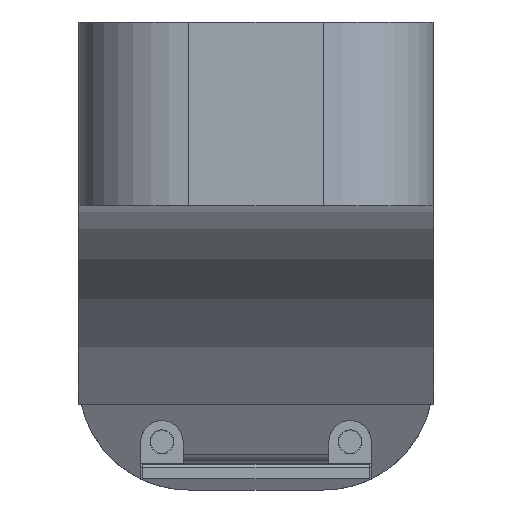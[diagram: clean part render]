
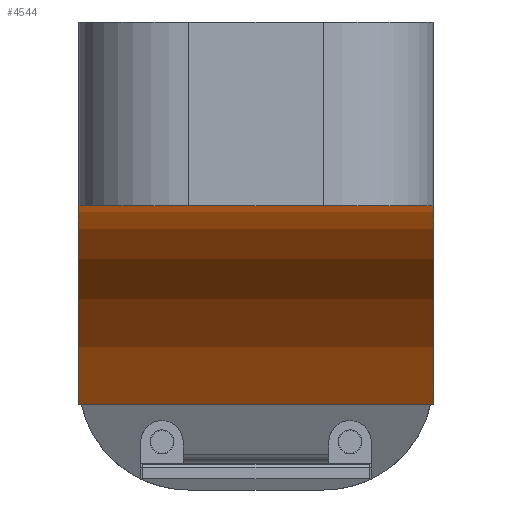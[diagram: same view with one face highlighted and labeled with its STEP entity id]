
A CAD part, front view. The second image highlights one B-rep face of the part: STEP entity #4544.
In plain terms, the highlighted cylindrical face has radius 43.307 mm (diameter 86.615 mm), a partial arc.
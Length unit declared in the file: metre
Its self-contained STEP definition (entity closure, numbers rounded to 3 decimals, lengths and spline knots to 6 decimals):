
#271=LINE('',#7210,#651);
#388=LINE('',#7585,#768);
#651=VECTOR('',#5658,1.);
#768=VECTOR('',#5987,1.);
#966=CYLINDRICAL_SURFACE('',#4991,0.043307);
#1523=ORIENTED_EDGE('',*,*,#2642,.F.);
#1524=ORIENTED_EDGE('',*,*,#2719,.F.);
#1525=ORIENTED_EDGE('',*,*,#2844,.T.);
#1526=ORIENTED_EDGE('',*,*,#2654,.F.);
#2642=EDGE_CURVE('',#3328,#3319,#271,.T.);
#2654=EDGE_CURVE('',#3319,#3339,#3699,.F.);
#2719=EDGE_CURVE('',#3389,#3328,#3722,.F.);
#2844=EDGE_CURVE('',#3389,#3339,#388,.T.);
#3319=VERTEX_POINT('',#7191);
#3328=VERTEX_POINT('',#7209);
#3339=VERTEX_POINT('',#7234);
#3389=VERTEX_POINT('',#7353);
#3699=CIRCLE('',#4890,0.043307);
#3722=CIRCLE('',#4924,0.043307);
#3959=EDGE_LOOP('',(#1523,#1524,#1525,#1526));
#4243=FACE_BOUND('',#3959,.T.);
#4544=ADVANCED_FACE('',(#4243),#966,.F.);
#4890=AXIS2_PLACEMENT_3D('',#7233,#5676,#5677);
#4924=AXIS2_PLACEMENT_3D('',#7354,#5780,#5781);
#4991=AXIS2_PLACEMENT_3D('',#7586,#5988,#5989);
#5658=DIRECTION('',(-1.,0.,0.));
#5676=DIRECTION('',(-1.,0.,0.));
#5677=DIRECTION('',(0.,0.,1.));
#5780=DIRECTION('',(1.,0.,0.));
#5781=DIRECTION('',(0.,0.,-1.));
#5987=DIRECTION('',(-1.,0.,0.));
#5988=DIRECTION('',(-1.,0.,0.));
#5989=DIRECTION('',(0.,0.,1.));
#7191=CARTESIAN_POINT('',(-0.01935,-0.171668,0.223551));
#7209=CARTESIAN_POINT('',(0.01935,-0.171668,0.223551));
#7210=CARTESIAN_POINT('',(0.508808,-0.171668,0.223551));
#7233=CARTESIAN_POINT('',(-0.01935,-0.209174,0.201898));
#7234=CARTESIAN_POINT('',(-0.01935,-0.209174,0.245205));
#7353=CARTESIAN_POINT('',(0.01935,-0.209174,0.245205));
#7354=CARTESIAN_POINT('',(0.01935,-0.209174,0.201898));
#7585=CARTESIAN_POINT('',(0.508808,-0.209174,0.245205));
#7586=CARTESIAN_POINT('',(0.508808,-0.209174,0.201898));
